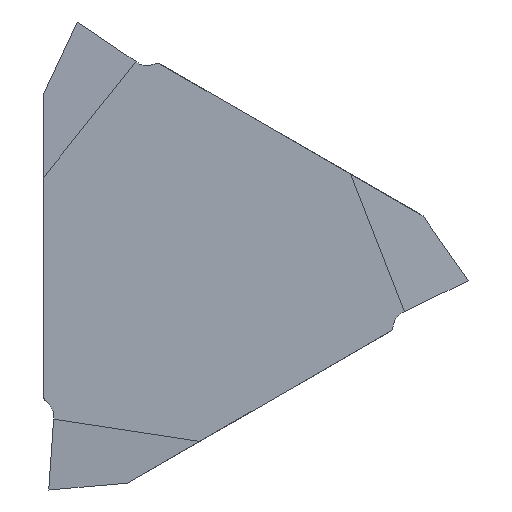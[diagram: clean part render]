
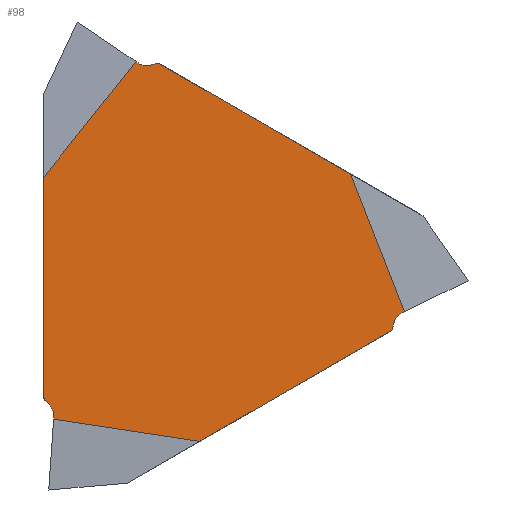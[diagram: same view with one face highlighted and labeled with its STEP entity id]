
A CAD part, left-side view. The second image highlights one B-rep face of the part: STEP entity #98.
In plain terms, the highlighted planar face has unit normal (-1, 0, 0).
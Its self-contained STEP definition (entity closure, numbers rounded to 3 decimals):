
#98=ADVANCED_FACE('',(#207),#172,.T.);
#172=PLANE('',#1363);
#207=FACE_OUTER_BOUND('',#281,.T.);
#281=EDGE_LOOP('',(#382,#383,#384,#385,#386,#387,#388,#389,#390,#391,#392,
#393,#394,#395,#396,#397,#398,#399));
#355=ELLIPSE('',#1357,0.201,0.2);
#356=ELLIPSE('',#1358,0.702,0.7);
#357=ELLIPSE('',#1359,0.201,0.2);
#358=ELLIPSE('',#1360,0.702,0.7);
#359=ELLIPSE('',#1361,0.201,0.2);
#360=ELLIPSE('',#1362,0.702,0.7);
#382=ORIENTED_EDGE('',*,*,#895,.T.);
#383=ORIENTED_EDGE('',*,*,#896,.T.);
#384=ORIENTED_EDGE('',*,*,#897,.T.);
#385=ORIENTED_EDGE('',*,*,#898,.F.);
#386=ORIENTED_EDGE('',*,*,#899,.T.);
#387=ORIENTED_EDGE('',*,*,#900,.F.);
#388=ORIENTED_EDGE('',*,*,#901,.T.);
#389=ORIENTED_EDGE('',*,*,#902,.T.);
#390=ORIENTED_EDGE('',*,*,#903,.T.);
#391=ORIENTED_EDGE('',*,*,#904,.F.);
#392=ORIENTED_EDGE('',*,*,#905,.T.);
#393=ORIENTED_EDGE('',*,*,#906,.F.);
#394=ORIENTED_EDGE('',*,*,#907,.T.);
#395=ORIENTED_EDGE('',*,*,#908,.T.);
#396=ORIENTED_EDGE('',*,*,#909,.T.);
#397=ORIENTED_EDGE('',*,*,#910,.F.);
#398=ORIENTED_EDGE('',*,*,#911,.T.);
#399=ORIENTED_EDGE('',*,*,#912,.F.);
#772=VERTEX_POINT('',#1813);
#773=VERTEX_POINT('',#1814);
#774=VERTEX_POINT('',#1816);
#775=VERTEX_POINT('',#1818);
#776=VERTEX_POINT('',#1820);
#777=VERTEX_POINT('',#1822);
#778=VERTEX_POINT('',#1824);
#779=VERTEX_POINT('',#1826);
#780=VERTEX_POINT('',#1828);
#781=VERTEX_POINT('',#1830);
#782=VERTEX_POINT('',#1832);
#783=VERTEX_POINT('',#1834);
#784=VERTEX_POINT('',#1836);
#785=VERTEX_POINT('',#1838);
#786=VERTEX_POINT('',#1840);
#787=VERTEX_POINT('',#1842);
#788=VERTEX_POINT('',#1844);
#789=VERTEX_POINT('',#1846);
#895=EDGE_CURVE('',#772,#773,#1090,.T.);
#896=EDGE_CURVE('',#773,#774,#355,.T.);
#897=EDGE_CURVE('',#774,#775,#1091,.T.);
#898=EDGE_CURVE('',#776,#775,#356,.T.);
#899=EDGE_CURVE('',#776,#777,#1092,.T.);
#900=EDGE_CURVE('',#778,#777,#1093,.T.);
#901=EDGE_CURVE('',#778,#779,#1094,.T.);
#902=EDGE_CURVE('',#779,#780,#357,.T.);
#903=EDGE_CURVE('',#780,#781,#1095,.T.);
#904=EDGE_CURVE('',#782,#781,#358,.T.);
#905=EDGE_CURVE('',#782,#783,#1096,.T.);
#906=EDGE_CURVE('',#784,#783,#1097,.T.);
#907=EDGE_CURVE('',#784,#785,#1098,.T.);
#908=EDGE_CURVE('',#785,#786,#359,.T.);
#909=EDGE_CURVE('',#786,#787,#1099,.T.);
#910=EDGE_CURVE('',#788,#787,#360,.T.);
#911=EDGE_CURVE('',#788,#789,#1100,.T.);
#912=EDGE_CURVE('',#772,#789,#1101,.T.);
#1090=LINE('',#1812,#1183);
#1091=LINE('',#1817,#1184);
#1092=LINE('',#1821,#1185);
#1093=LINE('',#1823,#1186);
#1094=LINE('',#1825,#1187);
#1095=LINE('',#1829,#1188);
#1096=LINE('',#1833,#1189);
#1097=LINE('',#1835,#1190);
#1098=LINE('',#1837,#1191);
#1099=LINE('',#1841,#1192);
#1100=LINE('',#1845,#1193);
#1101=LINE('',#1847,#1194);
#1183=VECTOR('',#1470,1.);
#1184=VECTOR('',#1473,1.);
#1185=VECTOR('',#1476,1.);
#1186=VECTOR('',#1477,1.);
#1187=VECTOR('',#1478,1.);
#1188=VECTOR('',#1481,1.);
#1189=VECTOR('',#1484,1.);
#1190=VECTOR('',#1485,1.);
#1191=VECTOR('',#1486,1.);
#1192=VECTOR('',#1489,1.);
#1193=VECTOR('',#1492,1.);
#1194=VECTOR('',#1493,1.);
#1357=AXIS2_PLACEMENT_3D('',#1815,#1471,#1472);
#1358=AXIS2_PLACEMENT_3D('',#1819,#1474,#1475);
#1359=AXIS2_PLACEMENT_3D('',#1827,#1479,#1480);
#1360=AXIS2_PLACEMENT_3D('',#1831,#1482,#1483);
#1361=AXIS2_PLACEMENT_3D('',#1839,#1487,#1488);
#1362=AXIS2_PLACEMENT_3D('',#1843,#1490,#1491);
#1363=AXIS2_PLACEMENT_3D('',#1848,#1494,#1495);
#1470=DIRECTION('',(0.,0.,-1.));
#1471=DIRECTION('',(-1.,0.,0.));
#1472=DIRECTION('',(0.,0.,-1.));
#1473=DIRECTION('',(0.,-0.707,-0.707));
#1474=DIRECTION('',(-1.,0.,0.));
#1475=DIRECTION('',(0.,0.447,-0.895));
#1476=DIRECTION('',(0.,0.07,-0.998));
#1477=DIRECTION('',(0.,0.989,0.151));
#1478=DIRECTION('',(0.,-0.866,0.5));
#1479=DIRECTION('',(-1.,0.,0.));
#1480=DIRECTION('',(0.,-0.866,0.5));
#1481=DIRECTION('',(0.,-0.259,0.966));
#1482=DIRECTION('',(-1.,0.,0.));
#1483=DIRECTION('',(0.,-0.998,0.06));
#1484=DIRECTION('',(0.,-0.899,0.438));
#1485=DIRECTION('',(0.,-0.364,-0.931));
#1486=DIRECTION('',(0.,0.866,0.5));
#1487=DIRECTION('',(-1.,0.,0.));
#1488=DIRECTION('',(0.,0.866,0.5));
#1489=DIRECTION('',(0.,0.966,-0.259));
#1490=DIRECTION('',(-1.,0.,0.));
#1491=DIRECTION('',(0.,0.551,0.834));
#1492=DIRECTION('',(0.,0.829,0.559));
#1493=DIRECTION('',(0.,-0.625,0.781));
#1494=DIRECTION('',(-1.,0.,0.));
#1495=DIRECTION('',(0.,0.,1.));
#1812=CARTESIAN_POINT('',(0.,7.1,12.298));
#1813=CARTESIAN_POINT('',(0.,7.1,4.009));
#1814=CARTESIAN_POINT('',(0.,7.1,-6.133));
#1815=CARTESIAN_POINT('',(0.,6.9,-6.133));
#1816=CARTESIAN_POINT('',(0.,7.041,-6.275));
#1817=CARTESIAN_POINT('',(0.,6.658,-6.658));
#1818=CARTESIAN_POINT('',(0.,6.842,-6.474));
#1819=CARTESIAN_POINT('',(0.,7.337,-6.972));
#1820=CARTESIAN_POINT('',(0.,6.639,-7.019));
#1821=CARTESIAN_POINT('',(0.,6.118,0.428));
#1822=CARTESIAN_POINT('',(0.,6.646,-7.128));
#1823=CARTESIAN_POINT('',(0.,1.213,-7.956));
#1824=CARTESIAN_POINT('',(0.,-0.078,-8.153));
#1825=CARTESIAN_POINT('',(0.,7.1,-12.298));
#1826=CARTESIAN_POINT('',(0.,-8.861,-3.082));
#1827=CARTESIAN_POINT('',(0.,-8.761,-2.909));
#1828=CARTESIAN_POINT('',(0.,-8.955,-2.96));
#1829=CARTESIAN_POINT('',(0.,-9.095,-2.437));
#1830=CARTESIAN_POINT('',(0.,-9.028,-2.688));
#1831=CARTESIAN_POINT('',(0.,-9.706,-2.868));
#1832=CARTESIAN_POINT('',(0.,-9.398,-2.24));
#1833=CARTESIAN_POINT('',(0.,-2.688,-5.512));
#1834=CARTESIAN_POINT('',(0.,-9.496,-2.192));
#1835=CARTESIAN_POINT('',(0.,-7.497,2.928));
#1836=CARTESIAN_POINT('',(0.,-7.022,4.144));
#1837=CARTESIAN_POINT('',(0.,-14.2,0.));
#1838=CARTESIAN_POINT('',(0.,1.761,9.215));
#1839=CARTESIAN_POINT('',(0.,1.861,9.042));
#1840=CARTESIAN_POINT('',(0.,1.914,9.235));
#1841=CARTESIAN_POINT('',(0.,2.437,9.095));
#1842=CARTESIAN_POINT('',(0.,2.186,9.162));
#1843=CARTESIAN_POINT('',(0.,2.369,9.84));
#1844=CARTESIAN_POINT('',(0.,2.759,9.259));
#1845=CARTESIAN_POINT('',(0.,-3.429,5.084));
#1846=CARTESIAN_POINT('',(0.,2.85,9.32));
#1847=CARTESIAN_POINT('',(0.,6.284,5.029));
#1848=CARTESIAN_POINT('',(0.,0.,0.));
